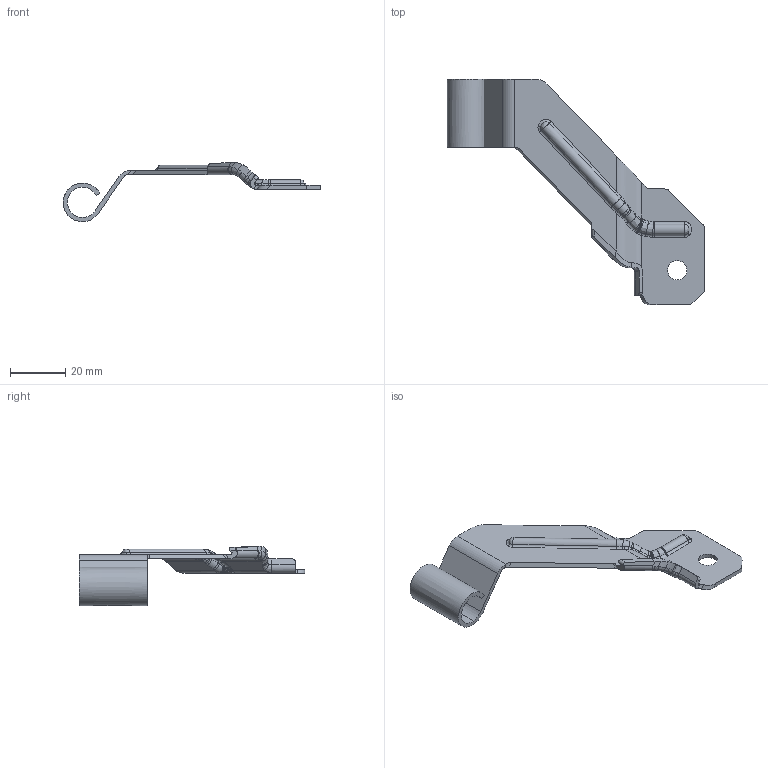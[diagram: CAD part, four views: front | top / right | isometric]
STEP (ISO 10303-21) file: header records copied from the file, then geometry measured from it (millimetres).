
FILE_DESCRIPTION((''),'2;1');
FILE_NAME('PLATE-4_STEP','2017-11-08T20:41:26',('GKam'),(''),'CREO PARAMETRIC BY PTC INC, 2016510','CREO PARAMETRIC BY PTC INC, 2016510','');
FILE_SCHEMA(('AP242_MANAGED_MODEL_BASED_3D_ENGINEERING_MIM_LF { 1 0 10303 442 1 1 4 }'));
Length unit declared in the file: millimetre
Products named in the file (1): PLATE-4_STEP
Bounding box: 93.18 x 81.81 x 21.48 mm (x, y, z)
Volume: 5651.9 mm3; surface area: 8499.3 mm2
Topology: 1 solids, 1 shells, 209 faces, 562 edges, 355 vertices
Faces by surface type: bspline 88, cylinder 51, torus 37, plane 32, revolution 1
Entity records: 18325 total; most frequent: CARTESIAN_POINT 11951, ORIENTED_EDGE 1124, DIRECTION 704, EDGE_CURVE 562, VERTEX_POINT 355, AXIS2_PLACEMENT_3D 279, B_SPLINE_CURVE_WITH_KNOTS 267, EDGE_LOOP 211
